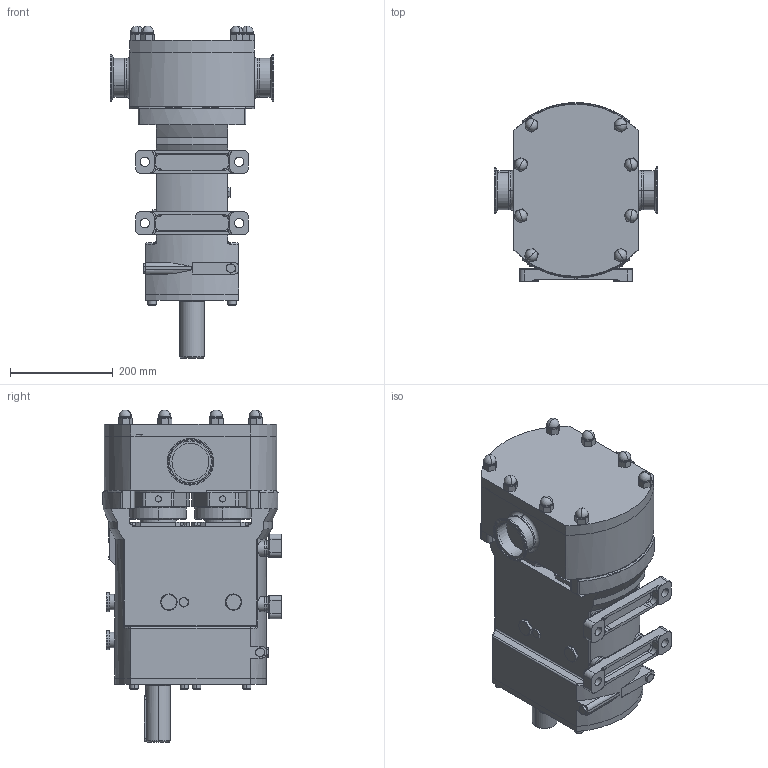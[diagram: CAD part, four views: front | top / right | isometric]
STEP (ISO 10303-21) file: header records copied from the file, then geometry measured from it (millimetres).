
FILE_DESCRIPTION (( 'STEP AP214' ), '1' );
FILE_NAME ('GA4195.STEP', '2024-12-04T22:23:06', ( '' ), ( '' ), 'SwSTEP 2.0', 'SolidWorks 2023', '' );
FILE_SCHEMA (( 'AUTOMOTIVE_DESIGN' ));
Length unit declared in the file: millimetre
Products named in the file (3): Copy of CP40S-0180 H TSD^GA4195; Copy of Z94-5121-55 - 3 INCH^GA4195; GA4195
Assembly tree (3 placements, depth 2):
  GA4195
    Copy of CP40S-0180 H TSD^GA4195
    Copy of Z94-5121-55 - 3 INCH^GA4195  x2
Bounding box: 318 x 348 x 647.37 mm (x, y, z)
Volume: 26272049.4 mm3; surface area: 901922 mm2
Topology: 3 solids, 3 shells, 957 faces, 2482 edges, 1454 vertices
Faces by surface type: plane 365, cylinder 271, torus 148, bspline 116, cone 41, sphere 16
Entity records: 34330 total; most frequent: CARTESIAN_POINT 12407, ORIENTED_EDGE 4624, DIRECTION 4597, EDGE_CURVE 2312, AXIS2_PLACEMENT_3D 1769, VERTEX_POINT 1414, LINE 1059, VECTOR 1059
